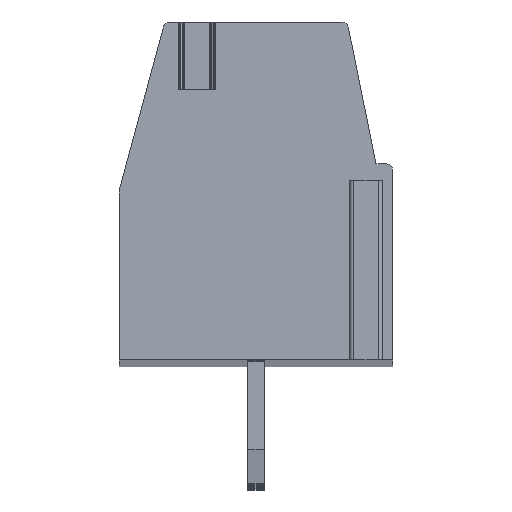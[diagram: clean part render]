
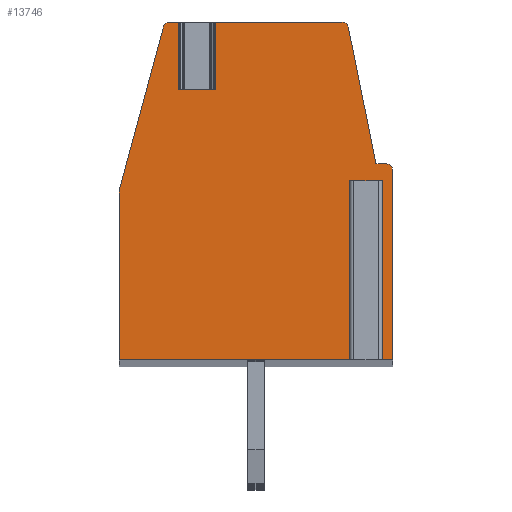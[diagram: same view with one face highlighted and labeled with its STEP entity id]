
A CAD part, top view. The second image highlights one B-rep face of the part: STEP entity #13746.
In plain terms, the highlighted planar face has unit normal (0, 0, 1).
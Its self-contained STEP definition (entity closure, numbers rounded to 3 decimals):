
#414=DIRECTION('',(-1.,0.,0.));
#415=VECTOR('',#414,1.07);
#416=CARTESIAN_POINT('',(-1.21,3.,2.5));
#417=LINE('',#416,#415);
#418=DIRECTION('',(0.,1.,0.));
#419=VECTOR('',#418,2.);
#420=CARTESIAN_POINT('',(-1.21,3.,2.5));
#421=LINE('',#420,#419);
#422=DIRECTION('',(-1.,0.,0.));
#423=VECTOR('',#422,3.746);
#424=CARTESIAN_POINT('',(2.536,5.,2.5));
#425=LINE('',#424,#423);
#426=CARTESIAN_POINT('',(2.536,4.8,2.5));
#427=DIRECTION('',(0.,0.,1.));
#428=DIRECTION('',(0.98,0.198,0.));
#429=AXIS2_PLACEMENT_3D('',#426,#427,#428);
#431=DIRECTION('',(-0.198,0.98,0.));
#432=VECTOR('',#431,4.122);
#433=CARTESIAN_POINT('',(3.55,0.8,2.5));
#434=LINE('',#433,#432);
#435=DIRECTION('',(-1.,0.,0.));
#436=VECTOR('',#435,0.3);
#437=CARTESIAN_POINT('',(3.85,0.8,2.5));
#438=LINE('',#437,#436);
#439=CARTESIAN_POINT('',(3.85,0.6,2.5));
#440=DIRECTION('',(0.,0.,1.));
#441=DIRECTION('',(1.,0.,0.));
#442=AXIS2_PLACEMENT_3D('',#439,#440,#441);
#444=DIRECTION('',(0.,1.,0.));
#445=VECTOR('',#444,5.6);
#446=CARTESIAN_POINT('',(4.05,-5.,2.5));
#447=LINE('',#446,#445);
#448=DIRECTION('',(1.,0.,0.));
#449=VECTOR('',#448,0.495);
#450=CARTESIAN_POINT('',(3.555,-5.,2.5));
#451=LINE('',#450,#449);
#452=DIRECTION('',(0.,1.,0.));
#453=VECTOR('',#452,5.3);
#454=CARTESIAN_POINT('',(3.555,-5.,2.5));
#455=LINE('',#454,#453);
#456=DIRECTION('',(1.,0.,0.));
#457=VECTOR('',#456,0.6);
#458=CARTESIAN_POINT('',(2.955,0.3,2.5));
#459=LINE('',#458,#457);
#460=DIRECTION('',(0.,1.,0.));
#461=VECTOR('',#460,5.3);
#462=CARTESIAN_POINT('',(2.955,-5.,2.5));
#463=LINE('',#462,#461);
#464=DIRECTION('',(1.,0.,0.));
#465=VECTOR('',#464,7.005);
#466=CARTESIAN_POINT('',(-4.05,-5.,2.5));
#467=LINE('',#466,#465);
#468=DIRECTION('',(0.,-1.,0.));
#469=VECTOR('',#468,5.);
#470=CARTESIAN_POINT('',(-4.05,0.,2.5));
#471=LINE('',#470,#469);
#472=DIRECTION('',(-0.261,-0.965,0.));
#473=VECTOR('',#472,5.026);
#474=CARTESIAN_POINT('',(-2.74,4.852,2.5));
#475=LINE('',#474,#473);
#476=CARTESIAN_POINT('',(-2.547,4.8,2.5));
#477=DIRECTION('',(0.,0.,1.));
#478=DIRECTION('',(0.,1.,0.));
#479=AXIS2_PLACEMENT_3D('',#476,#477,#478);
#481=DIRECTION('',(-1.,0.,0.));
#482=VECTOR('',#481,0.267);
#483=CARTESIAN_POINT('',(-2.28,5.,2.5));
#484=LINE('',#483,#482);
#485=DIRECTION('',(0.,1.,0.));
#486=VECTOR('',#485,2.);
#487=CARTESIAN_POINT('',(-2.28,3.,2.5));
#488=LINE('',#487,#486);
#10317=CARTESIAN_POINT('',(4.05,-5.,2.5));
#10318=CARTESIAN_POINT('',(4.05,0.6,2.5));
#10319=VERTEX_POINT('',#10317);
#10320=VERTEX_POINT('',#10318);
#10321=CARTESIAN_POINT('',(3.85,0.8,2.5));
#10322=VERTEX_POINT('',#10321);
#10323=CARTESIAN_POINT('',(3.55,0.8,2.5));
#10324=VERTEX_POINT('',#10323);
#10325=CARTESIAN_POINT('',(2.732,4.84,2.5));
#10326=VERTEX_POINT('',#10325);
#10327=CARTESIAN_POINT('',(2.536,5.,2.5));
#10328=VERTEX_POINT('',#10327);
#10329=CARTESIAN_POINT('',(-2.547,5.,2.5));
#10330=CARTESIAN_POINT('',(-2.74,4.852,2.5));
#10331=VERTEX_POINT('',#10329);
#10332=VERTEX_POINT('',#10330);
#10333=CARTESIAN_POINT('',(-4.05,0.,2.5));
#10334=VERTEX_POINT('',#10333);
#10335=CARTESIAN_POINT('',(-4.05,-5.,2.5));
#10336=VERTEX_POINT('',#10335);
#10353=CARTESIAN_POINT('',(2.955,0.3,2.5));
#10354=CARTESIAN_POINT('',(3.555,0.3,2.5));
#10355=VERTEX_POINT('',#10353);
#10356=VERTEX_POINT('',#10354);
#10357=CARTESIAN_POINT('',(2.955,-5.,2.5));
#10358=VERTEX_POINT('',#10357);
#10359=CARTESIAN_POINT('',(3.555,-5.,2.5));
#10360=VERTEX_POINT('',#10359);
#10429=CARTESIAN_POINT('',(-1.21,3.,2.5));
#10430=CARTESIAN_POINT('',(-2.28,3.,2.5));
#10431=VERTEX_POINT('',#10429);
#10432=VERTEX_POINT('',#10430);
#10433=CARTESIAN_POINT('',(-2.28,5.,2.5));
#10434=VERTEX_POINT('',#10433);
#10435=CARTESIAN_POINT('',(-1.21,5.,2.5));
#10436=VERTEX_POINT('',#10435);
#13706=CARTESIAN_POINT('',(0.,0.,2.5));
#13707=DIRECTION('',(0.,0.,1.));
#13708=DIRECTION('',(1.,0.,0.));
#13709=AXIS2_PLACEMENT_3D('',#13706,#13707,#13708);
#13710=PLANE('',#13709);
#13712=ORIENTED_EDGE('',*,*,#13711,.F.);
#13713=ORIENTED_EDGE('',*,*,#13697,.T.);
#13714=ORIENTED_EDGE('',*,*,#13500,.F.);
#13716=ORIENTED_EDGE('',*,*,#13715,.F.);
#13718=ORIENTED_EDGE('',*,*,#13717,.F.);
#13720=ORIENTED_EDGE('',*,*,#13719,.F.);
#13722=ORIENTED_EDGE('',*,*,#13721,.F.);
#13724=ORIENTED_EDGE('',*,*,#13723,.F.);
#13726=ORIENTED_EDGE('',*,*,#13725,.F.);
#13728=ORIENTED_EDGE('',*,*,#13727,.T.);
#13730=ORIENTED_EDGE('',*,*,#13729,.F.);
#13732=ORIENTED_EDGE('',*,*,#13731,.F.);
#13734=ORIENTED_EDGE('',*,*,#13733,.F.);
#13736=ORIENTED_EDGE('',*,*,#13735,.F.);
#13738=ORIENTED_EDGE('',*,*,#13737,.F.);
#13740=ORIENTED_EDGE('',*,*,#13739,.F.);
#13741=ORIENTED_EDGE('',*,*,#13483,.F.);
#13743=ORIENTED_EDGE('',*,*,#13742,.F.);
#13744=EDGE_LOOP('',(#13712,#13713,#13714,#13716,#13718,#13720,#13722,#13724,
#13726,#13728,#13730,#13732,#13734,#13736,#13738,#13740,#13741,#13743));
#13745=FACE_OUTER_BOUND('',#13744,.F.);
#430=CIRCLE('',#429,0.2);
#443=CIRCLE('',#442,0.2);
#480=CIRCLE('',#479,0.2);
#13483=EDGE_CURVE('',#10434,#10331,#484,.T.);
#13500=EDGE_CURVE('',#10328,#10436,#425,.T.);
#13697=EDGE_CURVE('',#10431,#10436,#421,.T.);
#13711=EDGE_CURVE('',#10431,#10432,#417,.T.);
#13715=EDGE_CURVE('',#10326,#10328,#430,.T.);
#13717=EDGE_CURVE('',#10324,#10326,#434,.T.);
#13719=EDGE_CURVE('',#10322,#10324,#438,.T.);
#13721=EDGE_CURVE('',#10320,#10322,#443,.T.);
#13723=EDGE_CURVE('',#10319,#10320,#447,.T.);
#13725=EDGE_CURVE('',#10360,#10319,#451,.T.);
#13727=EDGE_CURVE('',#10360,#10356,#455,.T.);
#13729=EDGE_CURVE('',#10355,#10356,#459,.T.);
#13731=EDGE_CURVE('',#10358,#10355,#463,.T.);
#13733=EDGE_CURVE('',#10336,#10358,#467,.T.);
#13735=EDGE_CURVE('',#10334,#10336,#471,.T.);
#13737=EDGE_CURVE('',#10332,#10334,#475,.T.);
#13739=EDGE_CURVE('',#10331,#10332,#480,.T.);
#13742=EDGE_CURVE('',#10432,#10434,#488,.T.);
#13746=ADVANCED_FACE('',(#13745),#13710,.T.);
